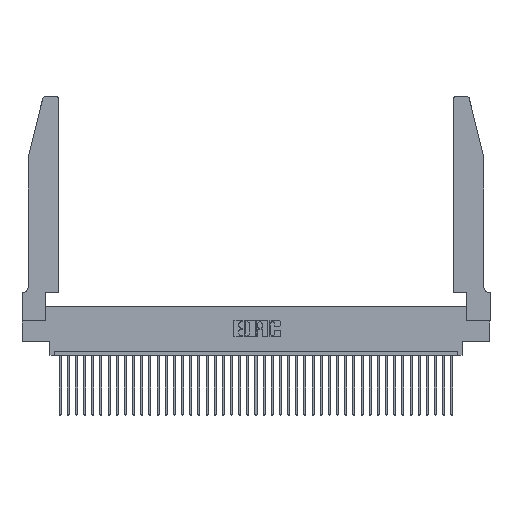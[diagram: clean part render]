
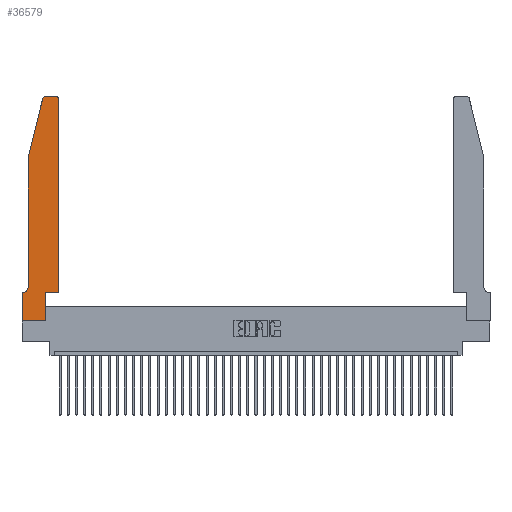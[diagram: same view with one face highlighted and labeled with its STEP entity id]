
A CAD part, top view. The second image highlights one B-rep face of the part: STEP entity #36579.
In plain terms, the highlighted planar face has unit normal (0, 0, 1).
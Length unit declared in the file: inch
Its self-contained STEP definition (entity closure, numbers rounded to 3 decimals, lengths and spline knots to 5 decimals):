
#183 = AXIS2_PLACEMENT_3D ( 'NONE', #21923, #3054, #27744 ) ;
#408 = LINE ( 'NONE', #19987, #12345 ) ;
#1197 = CARTESIAN_POINT ( 'NONE',  ( 0.4205, 2.75, 0.37 ) ) ;
#2044 = EDGE_CURVE ( 'NONE', #27044, #9173, #38408, .T. ) ;
#2110 = CARTESIAN_POINT ( 'NONE',  ( 0.0755, 0.42, 0.37 ) ) ;
#2728 = CARTESIAN_POINT ( 'NONE',  ( 0.284, 2.75, 0.37 ) ) ;
#3013 = CARTESIAN_POINT ( 'NONE',  ( 0.25487, 2.72718, 0.37 ) ) ;
#3054 = DIRECTION ( 'NONE',  ( 0., 0., -1. ) ) ;
#3773 = CARTESIAN_POINT ( 'NONE',  ( 0.284, 2.72, 0.37 ) ) ;
#4362 = VERTEX_POINT ( 'NONE', #2728 ) ;
#4692 = DIRECTION ( 'NONE',  ( 0., -1., 0. ) ) ;
#5430 = DIRECTION ( 'NONE',  ( 0., 0., 1. ) ) ;
#5533 = EDGE_CURVE ( 'NONE', #31414, #39401, #27391, .T. ) ;
#5994 = ORIENTED_EDGE ( 'NONE', *, *, #19374, .T. ) ;
#7080 = LINE ( 'NONE', #25840, #22830 ) ;
#7098 = VECTOR ( 'NONE', #35199, 39.37008 ) ;
#7235 = DIRECTION ( 'NONE',  ( 1., 0., 0. ) ) ;
#7500 = DIRECTION ( 'NONE',  ( 0., 0., 1. ) ) ;
#7640 = EDGE_CURVE ( 'NONE', #31590, #38355, #20758, .T. ) ;
#9054 = ORIENTED_EDGE ( 'NONE', *, *, #2044, .T. ) ;
#9173 = VERTEX_POINT ( 'NONE', #1197 ) ;
#9179 = CARTESIAN_POINT ( 'NONE',  ( 0.2865, 0.35, 0.37 ) ) ;
#11019 = VECTOR ( 'NONE', #22368, 39.37008 ) ;
#12181 = DIRECTION ( 'NONE',  ( 1., 0., 0. ) ) ;
#12345 = VECTOR ( 'NONE', #4692, 39.37008 ) ;
#13037 = EDGE_CURVE ( 'NONE', #31552, #27044, #25654, .T. ) ;
#13187 = DIRECTION ( 'NONE',  ( 0., 0., 1. ) ) ;
#13305 = CARTESIAN_POINT ( 'NONE',  ( 0., 0., 0.37 ) ) ;
#13580 = VERTEX_POINT ( 'NONE', #34950 ) ;
#13620 = CARTESIAN_POINT ( 'NONE',  ( 0.2605, 2.75, 0.37 ) ) ;
#13837 = EDGE_CURVE ( 'NONE', #13580, #31414, #408, .T. ) ;
#14358 = VECTOR ( 'NONE', #18253, 39.37008 ) ;
#16284 = VECTOR ( 'NONE', #31132, 39.37008 ) ;
#16455 = LINE ( 'NONE', #13620, #7098 ) ;
#16479 = EDGE_CURVE ( 'NONE', #39401, #36529, #32260, .T. ) ;
#17668 = ORIENTED_EDGE ( 'NONE', *, *, #13037, .T. ) ;
#17912 = EDGE_CURVE ( 'NONE', #36529, #21834, #30210, .T. ) ;
#18184 = CARTESIAN_POINT ( 'NONE',  ( 0.2865, 0.35, 0.37 ) ) ;
#18253 = DIRECTION ( 'NONE',  ( 0., 1., 0. ) ) ;
#18263 = ORIENTED_EDGE ( 'NONE', *, *, #33475, .T. ) ;
#18390 = PLANE ( 'NONE',  #23226 ) ;
#18908 = VECTOR ( 'NONE', #7235, 39.37008 ) ;
#19136 = CARTESIAN_POINT ( 'NONE',  ( 0.4505, 2.72, 0.37 ) ) ;
#19297 = ORIENTED_EDGE ( 'NONE', *, *, #24789, .T. ) ;
#19299 = VERTEX_POINT ( 'NONE', #3013 ) ;
#19374 = EDGE_CURVE ( 'NONE', #4362, #19299, #29581, .T. ) ;
#19864 = EDGE_LOOP ( 'NONE', ( #26351, #5994, #19297, #31489, #21051, #38121, #37494, #31613, #40534, #18263, #17668, #9054 ) ) ;
#19981 = CARTESIAN_POINT ( 'NONE',  ( 0.0055, 0.35, 0.37 ) ) ;
#19987 = CARTESIAN_POINT ( 'NONE',  ( 0.0755, 2., 0.37 ) ) ;
#20200 = LINE ( 'NONE', #21692, #16284 ) ;
#20758 = LINE ( 'NONE', #9179, #14358 ) ;
#21016 = DIRECTION ( 'NONE',  ( -1., 0., 0. ) ) ;
#21051 = ORIENTED_EDGE ( 'NONE', *, *, #5533, .T. ) ;
#21413 = CARTESIAN_POINT ( 'NONE',  ( 0., 0.35, 0.37 ) ) ;
#21692 = CARTESIAN_POINT ( 'NONE',  ( 0.4505, 0.35, 0.37 ) ) ;
#21834 = VERTEX_POINT ( 'NONE', #25173 ) ;
#21923 = CARTESIAN_POINT ( 'NONE',  ( 0.0055, 0.42, 0.37 ) ) ;
#22207 = CARTESIAN_POINT ( 'NONE',  ( 0.2865, 0., 0.37 ) ) ;
#22368 = DIRECTION ( 'NONE',  ( 0., -1., 0. ) ) ;
#22396 = DIRECTION ( 'NONE',  ( -0.239, -0.971, 0. ) ) ;
#22830 = VECTOR ( 'NONE', #22396, 39.37008 ) ;
#22912 = DIRECTION ( 'NONE',  ( 1., 0., 0. ) ) ;
#22965 = DIRECTION ( 'NONE',  ( 1., 0., 0. ) ) ;
#23226 = AXIS2_PLACEMENT_3D ( 'NONE', #21413, #5430, #12181 ) ;
#23903 = DIRECTION ( 'NONE',  ( 0., 1., 0. ) ) ;
#24789 = EDGE_CURVE ( 'NONE', #19299, #13580, #7080, .T. ) ;
#25173 = CARTESIAN_POINT ( 'NONE',  ( 0., 0., 0.37 ) ) ;
#25213 = CARTESIAN_POINT ( 'NONE',  ( 0.4205, 2.72, 0.37 ) ) ;
#25654 = LINE ( 'NONE', #32978, #38982 ) ;
#25840 = CARTESIAN_POINT ( 'NONE',  ( 0.0755, 2., 0.37 ) ) ;
#26351 = ORIENTED_EDGE ( 'NONE', *, *, #28750, .T. ) ;
#27044 = VERTEX_POINT ( 'NONE', #19136 ) ;
#27391 = CIRCLE ( 'NONE', #183, 0.07 ) ;
#27494 = CARTESIAN_POINT ( 'NONE',  ( 0., 0.35, 0.37 ) ) ;
#27744 = DIRECTION ( 'NONE',  ( -1., 0., 0. ) ) ;
#27924 = AXIS2_PLACEMENT_3D ( 'NONE', #25213, #13187, #22965 ) ;
#28750 = EDGE_CURVE ( 'NONE', #9173, #4362, #16455, .T. ) ;
#29429 = EDGE_CURVE ( 'NONE', #21834, #31590, #31640, .T. ) ;
#29581 = CIRCLE ( 'NONE', #34995, 0.03 ) ;
#29836 = FACE_OUTER_BOUND ( 'NONE', #19864, .T. ) ;
#29841 = VECTOR ( 'NONE', #21016, 39.37008 ) ;
#30210 = LINE ( 'NONE', #13305, #11019 ) ;
#31132 = DIRECTION ( 'NONE',  ( 1., 0., 0. ) ) ;
#31272 = CARTESIAN_POINT ( 'NONE',  ( 0.4505, 0.35, 0.37 ) ) ;
#31414 = VERTEX_POINT ( 'NONE', #2110 ) ;
#31489 = ORIENTED_EDGE ( 'NONE', *, *, #13837, .T. ) ;
#31552 = VERTEX_POINT ( 'NONE', #31272 ) ;
#31590 = VERTEX_POINT ( 'NONE', #22207 ) ;
#31613 = ORIENTED_EDGE ( 'NONE', *, *, #29429, .T. ) ;
#31640 = LINE ( 'NONE', #39056, #18908 ) ;
#32260 = LINE ( 'NONE', #33531, #29841 ) ;
#32978 = CARTESIAN_POINT ( 'NONE',  ( 0.4505, 0.35, 0.37 ) ) ;
#33475 = EDGE_CURVE ( 'NONE', #38355, #31552, #20200, .T. ) ;
#33531 = CARTESIAN_POINT ( 'NONE',  ( 0.0755, 0.35, 0.37 ) ) ;
#34950 = CARTESIAN_POINT ( 'NONE',  ( 0.0755, 2., 0.37 ) ) ;
#34995 = AXIS2_PLACEMENT_3D ( 'NONE', #3773, #7500, #22912 ) ;
#35199 = DIRECTION ( 'NONE',  ( -1., 0., 0. ) ) ;
#36529 = VERTEX_POINT ( 'NONE', #27494 ) ;
#36579 = ADVANCED_FACE ( 'NONE', ( #29836 ), #18390, .T. ) ;
#37494 = ORIENTED_EDGE ( 'NONE', *, *, #17912, .T. ) ;
#38121 = ORIENTED_EDGE ( 'NONE', *, *, #16479, .T. ) ;
#38355 = VERTEX_POINT ( 'NONE', #18184 ) ;
#38408 = CIRCLE ( 'NONE', #27924, 0.03 ) ;
#38982 = VECTOR ( 'NONE', #23903, 39.37008 ) ;
#39056 = CARTESIAN_POINT ( 'NONE',  ( 0., 0., 0.37 ) ) ;
#39401 = VERTEX_POINT ( 'NONE', #19981 ) ;
#40534 = ORIENTED_EDGE ( 'NONE', *, *, #7640, .T. ) ;
